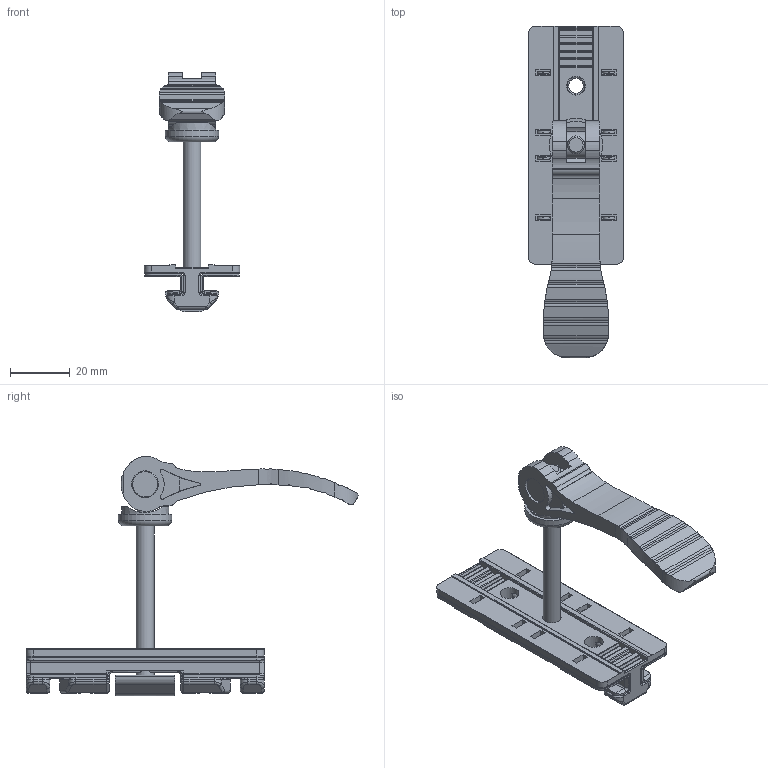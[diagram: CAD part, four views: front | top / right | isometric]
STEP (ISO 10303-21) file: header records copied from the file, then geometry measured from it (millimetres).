
FILE_DESCRIPTION(/* description */ (''),/* implementation_level */ '2;1');
FILE_NAME(/* name */ 'ZI-1883_Gleitschlitten Fuehrung_40x80_mi_ Exzenterhebel-8.stp',/* time_stamp */ '2020-07-20T17:43:02+02:00',/* author */ ('jmaun'),/* organization */ ('Hewlett-Packard Company'),/* preprocessor_version */ 'ST-DEVELOPER v17',/* originating_system */ 'Autodesk Inventor 2019',/* authorisation */ '');
FILE_SCHEMA (('AUTOMOTIVE_DESIGN { 1 0 10303 214 3 1 1 }'));
Length unit declared in the file: millimetre
Products named in the file (6): ZI-1883_Gleitschlitten Fuehrung_40x80_mi_ Exzenterhebel-8; 093PS0840FR01_Standard; 093PS0840FR02_Standard; 4din439bm06m_4din439bm06m; 096110s01_096110s02; 041CL72KM0655M
Assembly tree (7 placements, depth 2):
  ZI-1883_Gleitschlitten Fuehrung_40x80_mi_ Exzenterhebel-8
    093PS0840FR01_Standard
    093PS0840FR02_Standard  x2
    4din439bm06m_4din439bm06m  x2
    096110s01_096110s02
    041CL72KM0655M
Bounding box: 32 x 111.5 x 80.39 mm (x, y, z)
Volume: 28306.4 mm3; surface area: 26293.1 mm2
Topology: 11 solids, 11 shells, 739 faces, 1949 edges, 1217 vertices
Faces by surface type: cylinder 330, plane 265, torus 47, cone 45, bspline 32, sphere 20
Full cylindrical faces by diameter (mm): 4.917 x1, 5 x3, 5.25 x1, 6 x4, 6.2 x2, 6.3 x3, 9 x3, 16 x1, 18 x1
Entity records: 23305 total; most frequent: CARTESIAN_POINT 6655, ORIENTED_EDGE 3464, DIRECTION 3413, EDGE_CURVE 1732, AXIS2_PLACEMENT_3D 1276, VERTEX_POINT 1092, LINE 861, VECTOR 861
